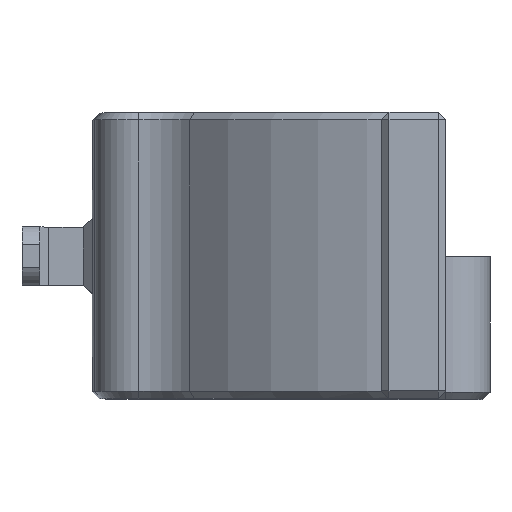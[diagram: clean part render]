
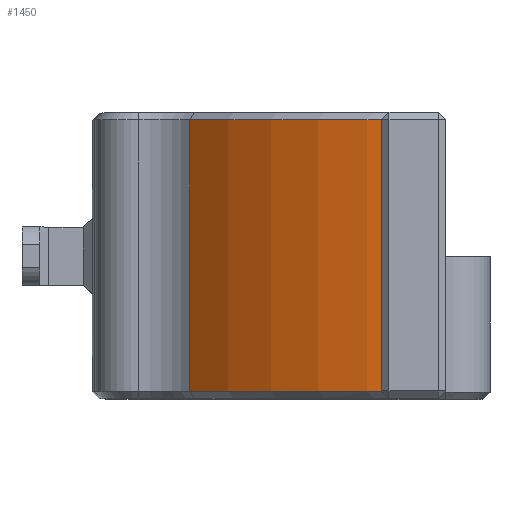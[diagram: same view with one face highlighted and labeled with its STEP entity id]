
A CAD part, top view. The second image highlights one B-rep face of the part: STEP entity #1450.
In plain terms, the highlighted cylindrical face has radius 49.43 mm (diameter 98.86 mm), a partial arc.
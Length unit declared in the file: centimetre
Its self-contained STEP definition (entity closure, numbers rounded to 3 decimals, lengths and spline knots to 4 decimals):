
#71 = EDGE_CURVE ( 'NONE', #1271, #2334, #609, .T. ) ;
#125 = ORIENTED_EDGE ( 'NONE', *, *, #952, .T. ) ;
#324 = DIRECTION ( 'NONE',  ( 0., 0., 1. ) ) ;
#360 = LINE ( 'NONE', #2247, #3098 ) ;
#363 = CARTESIAN_POINT ( 'NONE',  ( 0., 4., 0. ) ) ;
#420 = DIRECTION ( 'NONE',  ( 0., 1., 0. ) ) ;
#471 = VERTEX_POINT ( 'NONE', #2655 ) ;
#609 = LINE ( 'NONE', #2808, #2190 ) ;
#641 = DIRECTION ( 'NONE',  ( 0., -1., 0. ) ) ;
#897 = EDGE_CURVE ( 'NONE', #2388, #471, #360, .T. ) ;
#952 = EDGE_CURVE ( 'NONE', #2334, #471, #2016, .T. ) ;
#1142 = DIRECTION ( 'NONE',  ( 0., -1., 0. ) ) ;
#1163 = DIRECTION ( 'NONE',  ( 0., 0., -1. ) ) ;
#1271 = VERTEX_POINT ( 'NONE', #1338 ) ;
#1337 = EDGE_CURVE ( 'NONE', #2388, #1271, #2242, .T. ) ;
#1338 = CARTESIAN_POINT ( 'NONE',  ( -3.5812, 3.9, 3.407 ) ) ;
#1429 = CYLINDRICAL_SURFACE ( 'NONE', #2292, 4.943 ) ;
#1449 = DIRECTION ( 'NONE',  ( 0., -1., 0. ) ) ;
#1450 = ADVANCED_FACE ( 'NONE', ( #3368 ), #1429, .T. ) ;
#1780 = DIRECTION ( 'NONE',  ( 0., -1., 0. ) ) ;
#1961 = AXIS2_PLACEMENT_3D ( 'NONE', #2787, #1142, #324 ) ;
#2016 = CIRCLE ( 'NONE', #2457, 4.943 ) ;
#2152 = CARTESIAN_POINT ( 'NONE',  ( -0.381, 3.9, 4.9283 ) ) ;
#2169 = CARTESIAN_POINT ( 'NONE',  ( -3.5812, 0.1, 3.407 ) ) ;
#2190 = VECTOR ( 'NONE', #641, 100. ) ;
#2242 = CIRCLE ( 'NONE', #1961, 4.943 ) ;
#2247 = CARTESIAN_POINT ( 'NONE',  ( -0.381, 4., 4.9283 ) ) ;
#2292 = AXIS2_PLACEMENT_3D ( 'NONE', #363, #1449, #1163 ) ;
#2293 = ORIENTED_EDGE ( 'NONE', *, *, #1337, .T. ) ;
#2334 = VERTEX_POINT ( 'NONE', #2169 ) ;
#2352 = ORIENTED_EDGE ( 'NONE', *, *, #71, .T. ) ;
#2371 = EDGE_LOOP ( 'NONE', ( #2848, #2293, #2352, #125 ) ) ;
#2388 = VERTEX_POINT ( 'NONE', #2152 ) ;
#2457 = AXIS2_PLACEMENT_3D ( 'NONE', #3470, #420, #3153 ) ;
#2655 = CARTESIAN_POINT ( 'NONE',  ( -0.381, 0.1, 4.9283 ) ) ;
#2787 = CARTESIAN_POINT ( 'NONE',  ( 0., 3.9, 0. ) ) ;
#2808 = CARTESIAN_POINT ( 'NONE',  ( -3.5812, 4., 3.407 ) ) ;
#2848 = ORIENTED_EDGE ( 'NONE', *, *, #897, .F. ) ;
#3098 = VECTOR ( 'NONE', #1780, 100. ) ;
#3153 = DIRECTION ( 'NONE',  ( 0., 0., 1. ) ) ;
#3368 = FACE_OUTER_BOUND ( 'NONE', #2371, .T. ) ;
#3470 = CARTESIAN_POINT ( 'NONE',  ( 0., 0.1, 0. ) ) ;
